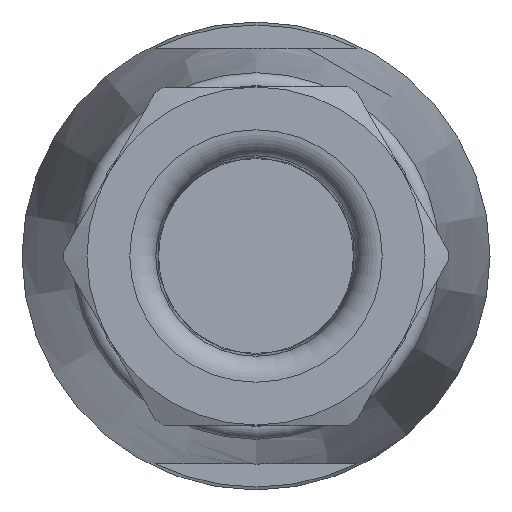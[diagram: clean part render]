
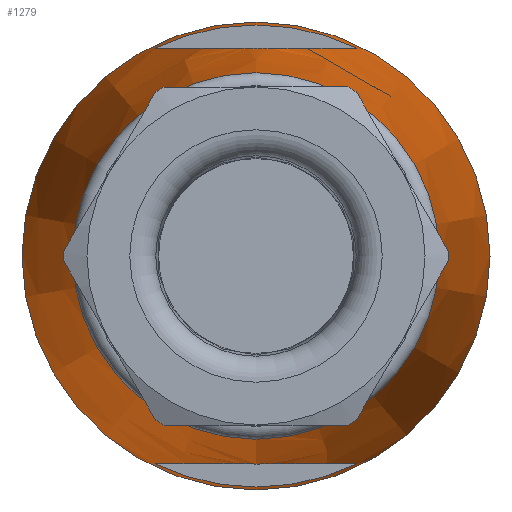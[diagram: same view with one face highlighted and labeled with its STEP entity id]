
A CAD part, left-side view. The second image highlights one B-rep face of the part: STEP entity #1279.
In plain terms, the highlighted conical face has half-angle 6.52 degrees and reference radius 9 mm.
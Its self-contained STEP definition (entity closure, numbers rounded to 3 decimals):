
#1262=CONICAL_SURFACE('',#3314,9.,6.52);
#1279=ADVANCED_FACE('',(#1576,#1577,#1578,#1579),#1262,.T.);
#1524=B_SPLINE_CURVE_WITH_KNOTS('',3,(#4353,#4354,#4355,#4356,#4357,#4358,
#4359,#4360,#4361,#4362,#4363,#4364,#4365,#4366,#4367,#4368,#4369,#4370),
 .UNSPECIFIED.,.F.,.F.,(4,2,2,2,2,2,2,2,4),(0.,0.25,0.375,0.438,
0.5,0.563,0.625,0.75,1.),.UNSPECIFIED.);
#1525=B_SPLINE_CURVE_WITH_KNOTS('',3,(#4374,#4375,#4376,#4377,#4378,#4379,
#4380,#4381,#4382,#4383,#4384,#4385,#4386,#4387,#4388,#4389,#4390,#4391),
 .UNSPECIFIED.,.F.,.F.,(4,2,2,2,2,2,2,2,4),(0.,0.25,0.375,
0.437,0.5,0.562,0.625,
0.75,1.),.UNSPECIFIED.);
#1576=FACE_BOUND('',#1647,.T.);
#1577=FACE_BOUND('',#1648,.T.);
#1578=FACE_BOUND('',#1649,.T.);
#1579=FACE_BOUND('',#1650,.T.);
#1647=EDGE_LOOP('',(#1846));
#1648=EDGE_LOOP('',(#1847));
#1649=EDGE_LOOP('',(#1848,#1849));
#1650=EDGE_LOOP('',(#1850,#1851));
#1846=ORIENTED_EDGE('',*,*,#2819,.T.);
#1847=ORIENTED_EDGE('',*,*,#2820,.F.);
#1848=ORIENTED_EDGE('',*,*,#2821,.T.);
#1849=ORIENTED_EDGE('',*,*,#2822,.T.);
#1850=ORIENTED_EDGE('',*,*,#2823,.F.);
#1851=ORIENTED_EDGE('',*,*,#2824,.F.);
#2572=VERTEX_POINT('',#4350);
#2573=VERTEX_POINT('',#4352);
#2574=VERTEX_POINT('',#4371);
#2575=VERTEX_POINT('',#4372);
#2576=VERTEX_POINT('',#4392);
#2577=VERTEX_POINT('',#4393);
#2819=EDGE_CURVE('',#2572,#2572,#3180,.T.);
#2820=EDGE_CURVE('',#2573,#2573,#3181,.T.);
#2821=EDGE_CURVE('',#2574,#2575,#1524,.T.);
#2822=EDGE_CURVE('',#2575,#2574,#3182,.T.);
#2823=EDGE_CURVE('',#2576,#2577,#1525,.T.);
#2824=EDGE_CURVE('',#2577,#2576,#3183,.T.);
#3180=CIRCLE('',#3310,9.);
#3181=CIRCLE('',#3311,7.051);
#3182=CIRCLE('',#3312,8.886);
#3183=CIRCLE('',#3313,8.886);
#3310=AXIS2_PLACEMENT_3D('',#4349,#3596,#3597);
#3311=AXIS2_PLACEMENT_3D('',#4351,#3598,#3599);
#3312=AXIS2_PLACEMENT_3D('',#4373,#3600,#3601);
#3313=AXIS2_PLACEMENT_3D('',#4394,#3602,#3603);
#3314=AXIS2_PLACEMENT_3D('',#4395,#3604,#3605);
#3596=DIRECTION('',(-1.,0.,0.));
#3597=DIRECTION('',(0.,0.,-1.));
#3598=DIRECTION('',(-1.,0.,0.));
#3599=DIRECTION('',(0.,0.,-1.));
#3600=DIRECTION('',(1.,0.,0.));
#3601=DIRECTION('',(0.,-1.,0.));
#3602=DIRECTION('',(-1.,0.,0.));
#3603=DIRECTION('',(0.,1.,0.));
#3604=DIRECTION('',(1.,0.,0.));
#3605=DIRECTION('',(0.,0.,1.));
#4349=CARTESIAN_POINT('',(-28.6,0.,0.));
#4350=CARTESIAN_POINT('',(-28.6,0.,-9.));
#4351=CARTESIAN_POINT('',(-45.657,0.,0.));
#4352=CARTESIAN_POINT('',(-45.657,0.,-7.051));
#4353=CARTESIAN_POINT('',(-29.6,3.867,-8.));
#4354=CARTESIAN_POINT('',(-31.025,3.493,-8.));
#4355=CARTESIAN_POINT('',(-32.441,3.088,-8.));
#4356=CARTESIAN_POINT('',(-34.52,2.311,-8.));
#4357=CARTESIAN_POINT('',(-35.215,2.023,-8.));
#4358=CARTESIAN_POINT('',(-36.191,1.473,-8.));
#4359=CARTESIAN_POINT('',(-36.505,1.272,-8.));
#4360=CARTESIAN_POINT('',(-37.062,0.769,-8.));
#4361=CARTESIAN_POINT('',(-37.322,0.445,-8.));
#4362=CARTESIAN_POINT('',(-37.374,-0.324,-8.));
#4363=CARTESIAN_POINT('',(-37.141,-0.673,-8.));
#4364=CARTESIAN_POINT('',(-36.6,-1.203,-8.));
#4365=CARTESIAN_POINT('',(-36.28,-1.416,-8.));
#4366=CARTESIAN_POINT('',(-35.305,-1.983,-8.));
#4367=CARTESIAN_POINT('',(-34.606,-2.276,-8.));
#4368=CARTESIAN_POINT('',(-32.492,-3.074,-8.));
#4369=CARTESIAN_POINT('',(-31.05,-3.487,-8.));
#4370=CARTESIAN_POINT('',(-29.6,-3.867,-8.));
#4371=CARTESIAN_POINT('',(-29.6,3.867,-8.));
#4372=CARTESIAN_POINT('',(-29.6,-3.867,-8.));
#4373=CARTESIAN_POINT('',(-29.6,0.,0.));
#4374=CARTESIAN_POINT('',(-29.6,3.867,8.));
#4375=CARTESIAN_POINT('',(-31.025,3.493,8.));
#4376=CARTESIAN_POINT('',(-32.441,3.088,8.));
#4377=CARTESIAN_POINT('',(-34.52,2.311,8.));
#4378=CARTESIAN_POINT('',(-35.215,2.023,8.));
#4379=CARTESIAN_POINT('',(-36.191,1.473,8.));
#4380=CARTESIAN_POINT('',(-36.505,1.272,8.));
#4381=CARTESIAN_POINT('',(-37.062,0.769,8.));
#4382=CARTESIAN_POINT('',(-37.322,0.445,8.));
#4383=CARTESIAN_POINT('',(-37.374,-0.324,8.));
#4384=CARTESIAN_POINT('',(-37.141,-0.673,8.));
#4385=CARTESIAN_POINT('',(-36.6,-1.203,8.));
#4386=CARTESIAN_POINT('',(-36.28,-1.416,8.));
#4387=CARTESIAN_POINT('',(-35.305,-1.983,8.));
#4388=CARTESIAN_POINT('',(-34.606,-2.276,8.));
#4389=CARTESIAN_POINT('',(-32.492,-3.074,8.));
#4390=CARTESIAN_POINT('',(-31.05,-3.487,8.));
#4391=CARTESIAN_POINT('',(-29.6,-3.867,8.));
#4392=CARTESIAN_POINT('',(-29.6,3.867,8.));
#4393=CARTESIAN_POINT('',(-29.6,-3.867,8.));
#4394=CARTESIAN_POINT('',(-29.6,0.,0.));
#4395=CARTESIAN_POINT('',(-28.6,0.,0.));
